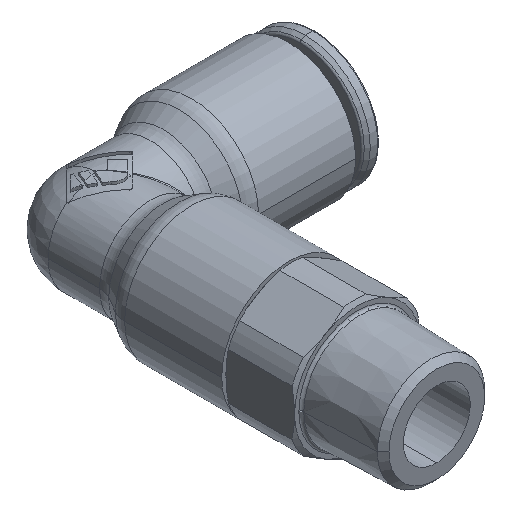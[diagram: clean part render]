
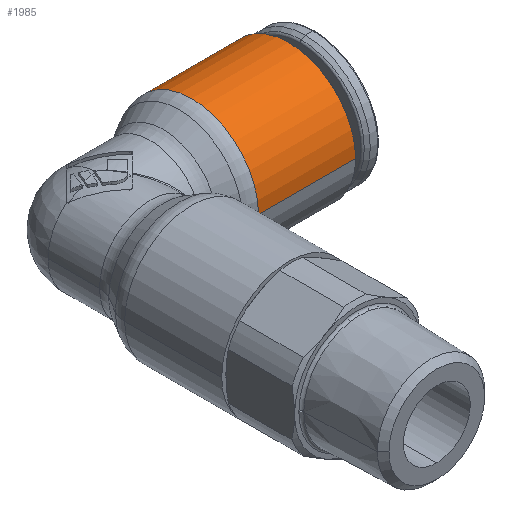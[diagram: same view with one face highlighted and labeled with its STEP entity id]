
A CAD part, isometric view. The second image highlights one B-rep face of the part: STEP entity #1985.
In plain terms, the highlighted cylindrical face has radius 8 mm (diameter 16 mm), a partial arc.
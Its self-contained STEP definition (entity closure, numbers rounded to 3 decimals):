
#1985=ADVANCED_FACE('',(#4239),#4240,.T.);
#4239=FACE_OUTER_BOUND('',#8553,.T.);
#4240=CYLINDRICAL_SURFACE('',#8554,8.0);
#8553=EDGE_LOOP('',(#15389,#15390,#15391,#15392,#15393));
#8554=AXIS2_PLACEMENT_3D('',#15394,#15395,#15396);
#15389=ORIENTED_EDGE('',*,*,#17996,.T.);
#15390=ORIENTED_EDGE('',*,*,#20174,.F.);
#15391=ORIENTED_EDGE('',*,*,#17999,.T.);
#15392=ORIENTED_EDGE('',*,*,#19145,.F.);
#15393=ORIENTED_EDGE('',*,*,#20175,.F.);
#15394=CARTESIAN_POINT('',(-7.538,0.0,0.0));
#15395=DIRECTION('',(-1.0,-0.0,0.0));
#15396=DIRECTION('',(0.0,-1.0,0.0));
#17996=EDGE_CURVE('',#21094,#21095,#21096,.T.);
#17999=EDGE_CURVE('',#21101,#21099,#21102,.T.);
#19145=EDGE_CURVE('',#22973,#21099,#22975,.T.);
#20174=EDGE_CURVE('',#21101,#21095,#24365,.T.);
#20175=EDGE_CURVE('',#21094,#22973,#24366,.T.);
#21094=VERTEX_POINT('',#25746);
#21095=VERTEX_POINT('',#25747);
#21096=LINE('',#25748,#25749);
#21099=VERTEX_POINT('',#25752);
#21101=VERTEX_POINT('',#25754);
#21102=LINE('',#25755,#25756);
#22973=VERTEX_POINT('',#29416);
#22975=CIRCLE('',#29418,8.0);
#24365=CIRCLE('',#32171,8.0);
#24366=CIRCLE('',#32172,8.0);
#25746=CARTESIAN_POINT('',(11.054,-8.0,0.0));
#25747=CARTESIAN_POINT('',(22.65,-8.0,0.));
#25748=CARTESIAN_POINT('',(16.852,-8.0,0.));
#25749=VECTOR('',#33527,1.0);
#25752=CARTESIAN_POINT('',(11.054,8.0,0.));
#25754=CARTESIAN_POINT('',(22.65,8.0,0.0));
#25755=CARTESIAN_POINT('',(16.852,8.0,0.));
#25756=VECTOR('',#33534,1.0);
#29416=CARTESIAN_POINT('',(11.054,8.,0.006));
#29418=AXIS2_PLACEMENT_3D('',#35030,#35031,#35032);
#32171=AXIS2_PLACEMENT_3D('',#36263,#36264,#36265);
#32172=AXIS2_PLACEMENT_3D('',#36266,#36267,#36268);
#33527=DIRECTION('',(1.0,-0.0,-0.0));
#33534=DIRECTION('',(-1.0,-0.0,-0.0));
#35030=CARTESIAN_POINT('',(11.054,0.0,0.0));
#35031=DIRECTION('',(-1.0,0.0,0.0));
#35032=DIRECTION('',(0.0,1.0,0.0));
#36263=CARTESIAN_POINT('',(22.65,0.0,0.0));
#36264=DIRECTION('',(1.0,0.0,0.0));
#36265=DIRECTION('',(0.0,1.0,0.0));
#36266=CARTESIAN_POINT('',(11.054,0.0,0.0));
#36267=DIRECTION('',(-1.0,0.0,0.0));
#36268=DIRECTION('',(0.0,1.0,0.0));
